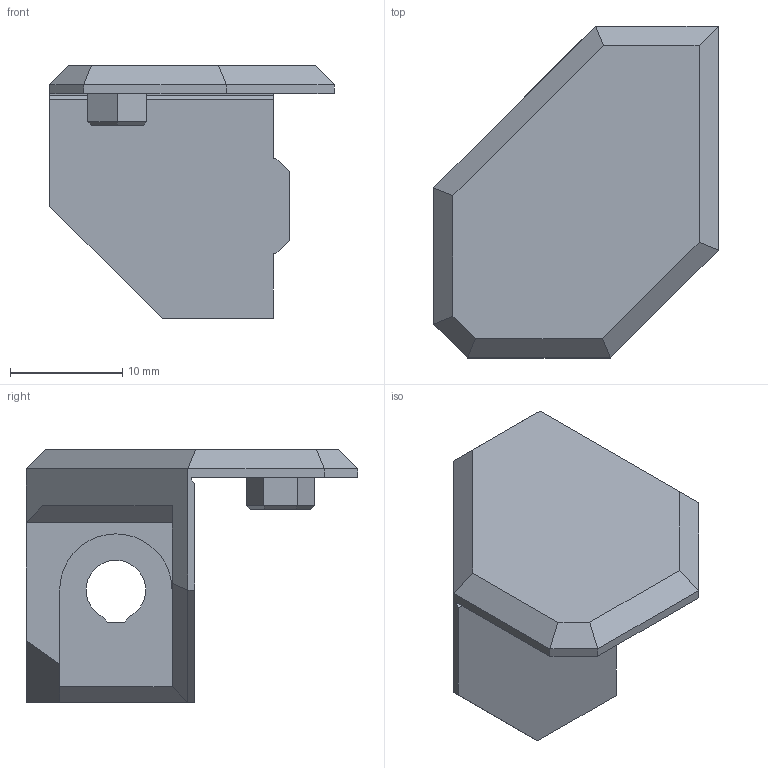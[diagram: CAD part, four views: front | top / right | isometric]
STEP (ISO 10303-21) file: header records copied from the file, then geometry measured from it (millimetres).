
FILE_DESCRIPTION(/* description */ (''),/* implementation_level */ '2;1');
FILE_NAME(/* name */ 'rambo_base_upper_mount.step',/* time_stamp */ '2017-12-28T19:45:33+01:00',/* author */ ('gregsaun'),/* organization */ (''),/* preprocessor_version */ 'ST-DEVELOPER v16.13',/* originating_system */ 'Autodesk Translation Framework v6.5.0.72',/* authorisation */ '');
FILE_SCHEMA (('AUTOMOTIVE_DESIGN { 1 0 10303 214 3 1 1 }'));
Length unit declared in the file: millimetre
Products named in the file (1): rambo_base_upper_mount
Bounding box: 25.3 x 29.55 x 22.5 mm (x, y, z)
Volume: 3438.7 mm3; surface area: 2749.2 mm2
Topology: 1 solids, 3 shells, 70 faces, 168 edges, 106 vertices
Faces by surface type: plane 67, cylinder 3
Full cylindrical faces by diameter (mm): 2.7 x1
Entity records: 2014 total; most frequent: CARTESIAN_POINT 345, ORIENTED_EDGE 336, DIRECTION 316, EDGE_CURVE 168, LINE 162, VECTOR 162, VERTEX_POINT 106, AXIS2_PLACEMENT_3D 77
